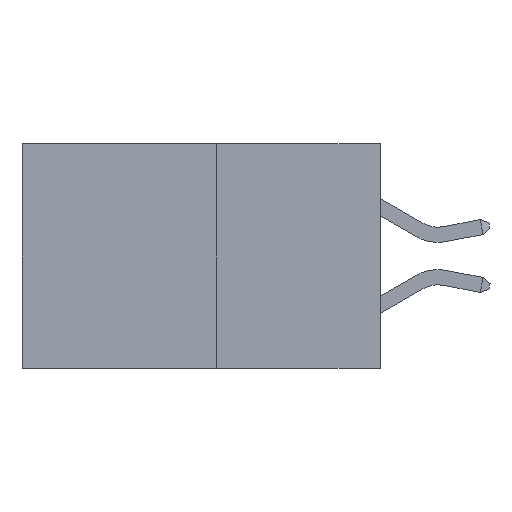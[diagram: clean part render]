
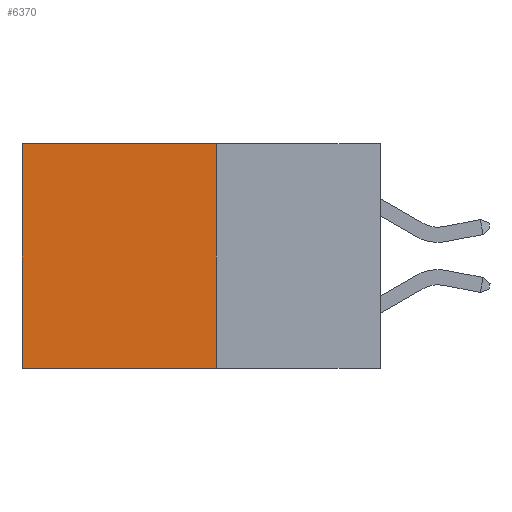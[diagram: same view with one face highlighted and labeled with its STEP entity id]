
A CAD part, left-side view. The second image highlights one B-rep face of the part: STEP entity #6370.
In plain terms, the highlighted planar face has unit normal (-1, 0, 0).
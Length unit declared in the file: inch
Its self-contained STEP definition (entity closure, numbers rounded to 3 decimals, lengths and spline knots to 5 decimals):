
#836 = CARTESIAN_POINT ( 'NONE',  ( 0.277, 0.27, -0.37 ) ) ;
#1351 = VERTEX_POINT ( 'NONE', #4640 ) ;
#1403 = VECTOR ( 'NONE', #21714, 39.37008 ) ;
#2207 = DIRECTION ( 'NONE',  ( 0., 1., 0. ) ) ;
#3780 = EDGE_CURVE ( 'NONE', #4274, #21197, #17340, .T. ) ;
#3969 = FACE_OUTER_BOUND ( 'NONE', #22126, .T. ) ;
#3974 = DIRECTION ( 'NONE',  ( 0., 1., 0. ) ) ;
#4274 = VERTEX_POINT ( 'NONE', #22724 ) ;
#4548 = CARTESIAN_POINT ( 'NONE',  ( 0.277, 0.27, -0.37 ) ) ;
#4640 = CARTESIAN_POINT ( 'NONE',  ( 0.277, 0.59, 0. ) ) ;
#5610 = AXIS2_PLACEMENT_3D ( 'NONE', #4548, #17682, #6452 ) ;
#6370 = ADVANCED_FACE ( 'NONE', ( #3969 ), #12049, .F. ) ;
#6452 = DIRECTION ( 'NONE',  ( 0., 0., -1. ) ) ;
#6901 = ORIENTED_EDGE ( 'NONE', *, *, #8933, .T. ) ;
#7129 = CARTESIAN_POINT ( 'NONE',  ( 0.277, 0.27, -0.37 ) ) ;
#7481 = CARTESIAN_POINT ( 'NONE',  ( 0.277, 0.59, -0.37 ) ) ;
#7785 = CARTESIAN_POINT ( 'NONE',  ( 0.277, 0.27, -0.37 ) ) ;
#8340 = LINE ( 'NONE', #11570, #23229 ) ;
#8933 = EDGE_CURVE ( 'NONE', #4274, #1351, #8340, .T. ) ;
#10227 = EDGE_CURVE ( 'NONE', #1351, #11935, #15774, .T. ) ;
#10852 = ORIENTED_EDGE ( 'NONE', *, *, #3780, .F. ) ;
#11570 = CARTESIAN_POINT ( 'NONE',  ( 0.277, 0.27, 0. ) ) ;
#11935 = VERTEX_POINT ( 'NONE', #7481 ) ;
#12049 = PLANE ( 'NONE',  #5610 ) ;
#15346 = ORIENTED_EDGE ( 'NONE', *, *, #10227, .T. ) ;
#15774 = LINE ( 'NONE', #19831, #1403 ) ;
#17340 = LINE ( 'NONE', #836, #21162 ) ;
#17605 = LINE ( 'NONE', #7785, #22561 ) ;
#17682 = DIRECTION ( 'NONE',  ( 1., 0., 0. ) ) ;
#19599 = DIRECTION ( 'NONE',  ( 0., 0., -1. ) ) ;
#19831 = CARTESIAN_POINT ( 'NONE',  ( 0.277, 0.59, -0.37 ) ) ;
#20853 = EDGE_CURVE ( 'NONE', #21197, #11935, #17605, .T. ) ;
#21162 = VECTOR ( 'NONE', #19599, 39.37008 ) ;
#21197 = VERTEX_POINT ( 'NONE', #7129 ) ;
#21714 = DIRECTION ( 'NONE',  ( 0., 0., -1. ) ) ;
#22126 = EDGE_LOOP ( 'NONE', ( #15346, #23544, #10852, #6901 ) ) ;
#22561 = VECTOR ( 'NONE', #3974, 39.37008 ) ;
#22724 = CARTESIAN_POINT ( 'NONE',  ( 0.277, 0.27, 0. ) ) ;
#23229 = VECTOR ( 'NONE', #2207, 39.37008 ) ;
#23544 = ORIENTED_EDGE ( 'NONE', *, *, #20853, .F. ) ;
